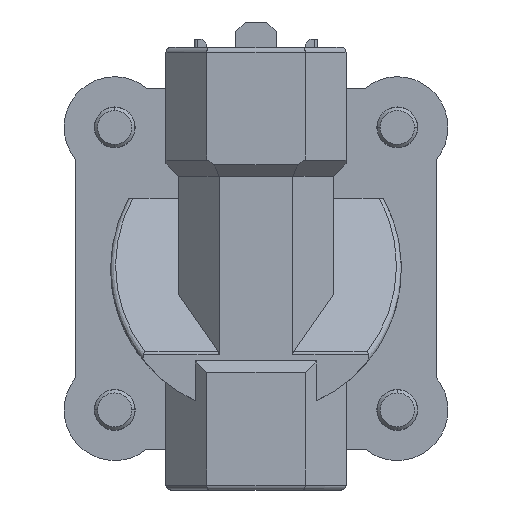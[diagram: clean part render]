
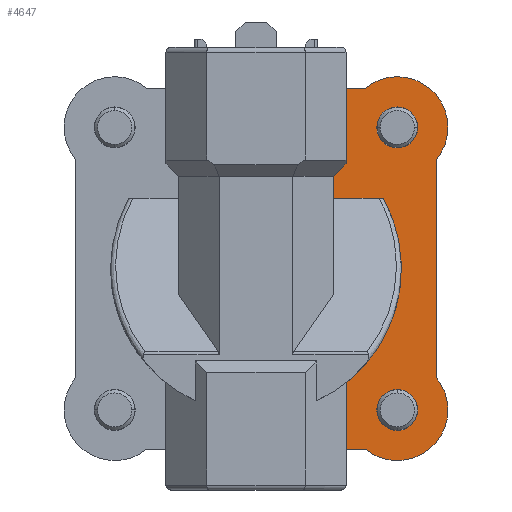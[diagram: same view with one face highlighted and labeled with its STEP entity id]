
A CAD part, front view. The second image highlights one B-rep face of the part: STEP entity #4647.
In plain terms, the highlighted planar face has unit normal (0, -1, 0).
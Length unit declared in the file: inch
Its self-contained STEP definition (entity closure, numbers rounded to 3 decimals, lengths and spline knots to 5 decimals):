
#134 = VECTOR ( 'NONE', #7772, 39.37008 ) ;
#169 = CARTESIAN_POINT ( 'NONE',  ( 0.475, 0.31, 0.565 ) ) ;
#206 = EDGE_CURVE ( 'NONE', #6261, #8983, #477, .T. ) ;
#341 = EDGE_LOOP ( 'NONE', ( #9754, #6341 ) ) ;
#369 = DIRECTION ( 'NONE',  ( -1., 0., 0. ) ) ;
#412 = EDGE_CURVE ( 'NONE', #11589, #12739, #3403, .T. ) ;
#465 = CARTESIAN_POINT ( 'NONE',  ( 0.865, 0.31, 0.865 ) ) ;
#477 = CIRCLE ( 'NONE', #7804, 0.125 ) ;
#612 = CARTESIAN_POINT ( 'NONE',  ( 0.551, 0.31, 1.355 ) ) ;
#781 = CARTESIAN_POINT ( 'NONE',  ( 0.475, 0.31, 0.565 ) ) ;
#837 = DIRECTION ( 'NONE',  ( -1., 0., 0. ) ) ;
#878 = CARTESIAN_POINT ( 'NONE',  ( 0.551, 0.31, -1.105 ) ) ;
#1115 = EDGE_CURVE ( 'NONE', #10874, #11761, #6278, .T. ) ;
#1218 = DIRECTION ( 'NONE',  ( 0., -1., 0. ) ) ;
#1429 = AXIS2_PLACEMENT_3D ( 'NONE', #11433, #2425, #10511 ) ;
#1826 = EDGE_CURVE ( 'NONE', #8983, #6261, #4777, .T. ) ;
#1915 = CARTESIAN_POINT ( 'NONE',  ( 1.105, 0.31, -1.105 ) ) ;
#2425 = DIRECTION ( 'NONE',  ( 0., 1., 0. ) ) ;
#2469 = CIRCLE ( 'NONE', #6664, 0.125 ) ;
#2556 = ORIENTED_EDGE ( 'NONE', *, *, #412, .F. ) ;
#2637 = CARTESIAN_POINT ( 'NONE',  ( 0.551, 0.31, 0.641 ) ) ;
#2734 = ORIENTED_EDGE ( 'NONE', *, *, #4349, .F. ) ;
#2789 = DIRECTION ( 'NONE',  ( 1., 0., 0. ) ) ;
#2927 = VERTEX_POINT ( 'NONE', #878 ) ;
#2955 = DIRECTION ( 'NONE',  ( -1., 0., 0. ) ) ;
#2979 = DIRECTION ( 'NONE',  ( 0., -1., 0. ) ) ;
#3056 = VECTOR ( 'NONE', #6116, 39.37008 ) ;
#3101 = CARTESIAN_POINT ( 'NONE',  ( 0.475, 0.31, 0.665 ) ) ;
#3105 = VECTOR ( 'NONE', #12541, 39.37008 ) ;
#3403 = CIRCLE ( 'NONE', #8426, 0.89 ) ;
#3521 = ORIENTED_EDGE ( 'NONE', *, *, #4611, .T. ) ;
#3534 = CARTESIAN_POINT ( 'NONE',  ( 1.105, 0.31, 1.105 ) ) ;
#3618 = DIRECTION ( 'NONE',  ( 0., 0., -1. ) ) ;
#3665 = CARTESIAN_POINT ( 'NONE',  ( 1.105, 0.31, -0.66879 ) ) ;
#3778 = CARTESIAN_POINT ( 'NONE',  ( 0., 0.31, 0.43 ) ) ;
#3825 = LINE ( 'NONE', #1915, #9896 ) ;
#4000 = AXIS2_PLACEMENT_3D ( 'NONE', #10210, #1218, #369 ) ;
#4093 = EDGE_LOOP ( 'NONE', ( #10333, #2734, #8350, #6835, #7644, #6222, #2556, #3521, #7584, #9837, #10640 ) ) ;
#4097 = DIRECTION ( 'NONE',  ( 0., 1., 0. ) ) ;
#4282 = DIRECTION ( 'NONE',  ( 0., 1., 0. ) ) ;
#4349 = EDGE_CURVE ( 'NONE', #12026, #10033, #12546, .T. ) ;
#4484 = CARTESIAN_POINT ( 'NONE',  ( 0.66879, 0.31, -1.105 ) ) ;
#4539 = EDGE_CURVE ( 'NONE', #11618, #5947, #2469, .T. ) ;
#4611 = EDGE_CURVE ( 'NONE', #11589, #2927, #12631, .T. ) ;
#4628 = EDGE_CURVE ( 'NONE', #12026, #5082, #8400, .T. ) ;
#4647 = ADVANCED_FACE ( 'NONE', ( #12565, #8469, #7347 ), #7414, .F. ) ;
#4695 = EDGE_CURVE ( 'NONE', #9248, #11761, #7316, .T. ) ;
#4777 = CIRCLE ( 'NONE', #8768, 0.125 ) ;
#4837 = EDGE_LOOP ( 'NONE', ( #8453, #9228 ) ) ;
#4999 = CARTESIAN_POINT ( 'NONE',  ( 0.865, 0.31, -0.865 ) ) ;
#5027 = CARTESIAN_POINT ( 'NONE',  ( 0.475, 0.31, 0.43 ) ) ;
#5050 = CARTESIAN_POINT ( 'NONE',  ( 0.551, 0.31, -0.69893 ) ) ;
#5058 = CARTESIAN_POINT ( 'NONE',  ( 0.66879, 0.31, 1.105 ) ) ;
#5082 = VERTEX_POINT ( 'NONE', #2637 ) ;
#5225 = EDGE_CURVE ( 'NONE', #7296, #12739, #9744, .T. ) ;
#5237 = EDGE_CURVE ( 'NONE', #9248, #10033, #7245, .T. ) ;
#5569 = AXIS2_PLACEMENT_3D ( 'NONE', #7744, #6893, #2955 ) ;
#5659 = CARTESIAN_POINT ( 'NONE',  ( 1.105, 0.31, 0.66879 ) ) ;
#5867 = CARTESIAN_POINT ( 'NONE',  ( 0.74, 0.31, 0.865 ) ) ;
#5947 = VERTEX_POINT ( 'NONE', #12074 ) ;
#6036 = DIRECTION ( 'NONE',  ( -1., 0., 0. ) ) ;
#6116 = DIRECTION ( 'NONE',  ( -0.707, 0., -0.707 ) ) ;
#6217 = CARTESIAN_POINT ( 'NONE',  ( 0.99, 0.31, -0.865 ) ) ;
#6222 = ORIENTED_EDGE ( 'NONE', *, *, #5225, .T. ) ;
#6261 = VERTEX_POINT ( 'NONE', #12194 ) ;
#6278 = CIRCLE ( 'NONE', #4000, 0.31 ) ;
#6326 = VECTOR ( 'NONE', #12241, 39.37008 ) ;
#6341 = ORIENTED_EDGE ( 'NONE', *, *, #206, .T. ) ;
#6664 = AXIS2_PLACEMENT_3D ( 'NONE', #4999, #9203, #6036 ) ;
#6685 = EDGE_CURVE ( 'NONE', #7296, #7236, #8210, .T. ) ;
#6835 = ORIENTED_EDGE ( 'NONE', *, *, #9669, .T. ) ;
#6893 = DIRECTION ( 'NONE',  ( 0., -1., 0. ) ) ;
#7075 = VECTOR ( 'NONE', #9588, 39.37008 ) ;
#7236 = VERTEX_POINT ( 'NONE', #781 ) ;
#7245 = CIRCLE ( 'NONE', #5569, 0.31 ) ;
#7296 = VERTEX_POINT ( 'NONE', #5027 ) ;
#7316 = LINE ( 'NONE', #10282, #3105 ) ;
#7347 = FACE_OUTER_BOUND ( 'NONE', #4093, .T. ) ;
#7414 = PLANE ( 'NONE',  #1429 ) ;
#7584 = ORIENTED_EDGE ( 'NONE', *, *, #8050, .F. ) ;
#7644 = ORIENTED_EDGE ( 'NONE', *, *, #6685, .F. ) ;
#7744 = CARTESIAN_POINT ( 'NONE',  ( 0.865, 0.31, 0.865 ) ) ;
#7772 = DIRECTION ( 'NONE',  ( 1., 0., 0. ) ) ;
#7803 = CARTESIAN_POINT ( 'NONE',  ( 0.77923, 0.31, 0.43 ) ) ;
#7804 = AXIS2_PLACEMENT_3D ( 'NONE', #9286, #4282, #9224 ) ;
#7901 = CARTESIAN_POINT ( 'NONE',  ( 0., 0.31, 0. ) ) ;
#8050 = EDGE_CURVE ( 'NONE', #10874, #2927, #3825, .T. ) ;
#8121 = VECTOR ( 'NONE', #11549, 39.37008 ) ;
#8129 = VECTOR ( 'NONE', #3618, 39.37008 ) ;
#8210 = LINE ( 'NONE', #3101, #6326 ) ;
#8321 = DIRECTION ( 'NONE',  ( 0., 1., 0. ) ) ;
#8350 = ORIENTED_EDGE ( 'NONE', *, *, #4628, .T. ) ;
#8400 = LINE ( 'NONE', #612, #8129 ) ;
#8426 = AXIS2_PLACEMENT_3D ( 'NONE', #7901, #2979, #2789 ) ;
#8453 = ORIENTED_EDGE ( 'NONE', *, *, #10659, .T. ) ;
#8469 = FACE_BOUND ( 'NONE', #341, .T. ) ;
#8509 = AXIS2_PLACEMENT_3D ( 'NONE', #9098, #4097, #837 ) ;
#8768 = AXIS2_PLACEMENT_3D ( 'NONE', #465, #8321, #9385 ) ;
#8983 = VERTEX_POINT ( 'NONE', #5867 ) ;
#9098 = CARTESIAN_POINT ( 'NONE',  ( 0.865, 0.31, -0.865 ) ) ;
#9157 = LINE ( 'NONE', #169, #3056 ) ;
#9203 = DIRECTION ( 'NONE',  ( 0., 1., 0. ) ) ;
#9224 = DIRECTION ( 'NONE',  ( -1., 0., 0. ) ) ;
#9228 = ORIENTED_EDGE ( 'NONE', *, *, #4539, .T. ) ;
#9248 = VERTEX_POINT ( 'NONE', #5659 ) ;
#9286 = CARTESIAN_POINT ( 'NONE',  ( 0.865, 0.31, 0.865 ) ) ;
#9385 = DIRECTION ( 'NONE',  ( -1., 0., 0. ) ) ;
#9490 = CARTESIAN_POINT ( 'NONE',  ( 0.551, 0.31, 1.105 ) ) ;
#9588 = DIRECTION ( 'NONE',  ( 0., 0., -1. ) ) ;
#9669 = EDGE_CURVE ( 'NONE', #5082, #7236, #9157, .T. ) ;
#9744 = LINE ( 'NONE', #3778, #134 ) ;
#9754 = ORIENTED_EDGE ( 'NONE', *, *, #1826, .T. ) ;
#9837 = ORIENTED_EDGE ( 'NONE', *, *, #1115, .T. ) ;
#9896 = VECTOR ( 'NONE', #11772, 39.37008 ) ;
#10033 = VERTEX_POINT ( 'NONE', #5058 ) ;
#10210 = CARTESIAN_POINT ( 'NONE',  ( 0.865, 0.31, -0.865 ) ) ;
#10282 = CARTESIAN_POINT ( 'NONE',  ( 1.105, 0.31, 1.105 ) ) ;
#10333 = ORIENTED_EDGE ( 'NONE', *, *, #5237, .T. ) ;
#10511 = DIRECTION ( 'NONE',  ( -1., 0., 0. ) ) ;
#10640 = ORIENTED_EDGE ( 'NONE', *, *, #4695, .F. ) ;
#10659 = EDGE_CURVE ( 'NONE', #5947, #11618, #11239, .T. ) ;
#10874 = VERTEX_POINT ( 'NONE', #4484 ) ;
#11239 = CIRCLE ( 'NONE', #8509, 0.125 ) ;
#11433 = CARTESIAN_POINT ( 'NONE',  ( 0., 0.31, 0. ) ) ;
#11549 = DIRECTION ( 'NONE',  ( 1., 0., 0. ) ) ;
#11589 = VERTEX_POINT ( 'NONE', #5050 ) ;
#11618 = VERTEX_POINT ( 'NONE', #6217 ) ;
#11761 = VERTEX_POINT ( 'NONE', #3665 ) ;
#11772 = DIRECTION ( 'NONE',  ( -1., 0., 0. ) ) ;
#12026 = VERTEX_POINT ( 'NONE', #9490 ) ;
#12074 = CARTESIAN_POINT ( 'NONE',  ( 0.74, 0.31, -0.865 ) ) ;
#12194 = CARTESIAN_POINT ( 'NONE',  ( 0.99, 0.31, 0.865 ) ) ;
#12241 = DIRECTION ( 'NONE',  ( 0., 0., 1. ) ) ;
#12497 = CARTESIAN_POINT ( 'NONE',  ( 0.551, 0.31, 1.355 ) ) ;
#12541 = DIRECTION ( 'NONE',  ( 0., 0., -1. ) ) ;
#12546 = LINE ( 'NONE', #3534, #8121 ) ;
#12565 = FACE_BOUND ( 'NONE', #4837, .T. ) ;
#12631 = LINE ( 'NONE', #12497, #7075 ) ;
#12739 = VERTEX_POINT ( 'NONE', #7803 ) ;
